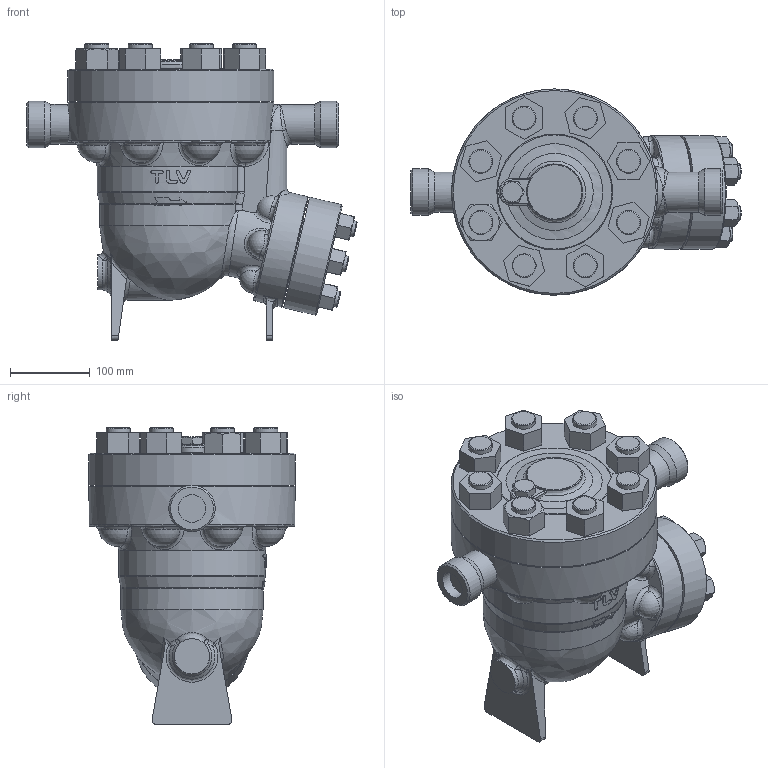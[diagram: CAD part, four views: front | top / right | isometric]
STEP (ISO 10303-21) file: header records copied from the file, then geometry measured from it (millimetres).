
FILE_DESCRIPTION((''),'2;1');
FILE_NAME('jh7hp-025-sw000-00.stp','2010-08-03T16:25:51',('nakaot'),(''),'Autodesk Inventor 2008','Autodesk Inventor 2008','');
FILE_SCHEMA(('AUTOMOTIVE_DESIGN { 1 0 10303 214 1 1 1 1 }'));
Length unit declared in the file: millimetre
Products named in the file (1): jh7hp-025-sw000-00
Bounding box: 413.34 x 258 x 371 mm (x, y, z)
Volume: 11436967.7 mm3; surface area: 618535.3 mm2
Topology: 1 solids, 1 shells, 531 faces, 1339 edges, 847 vertices
Faces by surface type: plane 208, bspline 174, cone 70, cylinder 57, sphere 15, torus 7
Full cylindrical faces by diameter (mm): 20 x12, 21 x1, 30 x8, 34.5 x1, 44 x1, 50 x2, 58 x2, 70 x1, 83 x1, 142 x2, 164 x1, 258 x2
Entity records: 40484 total; most frequent: CARTESIAN_POINT 29880, ORIENTED_EDGE 2280, DIRECTION 1886, EDGE_CURVE 1140, AXIS2_PLACEMENT_3D 791, VERTEX_POINT 770, EDGE_LOOP 690, FACE_OUTER_BOUND 531
